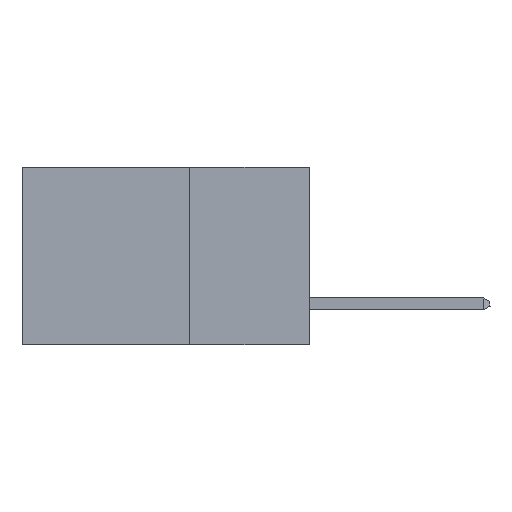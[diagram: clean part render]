
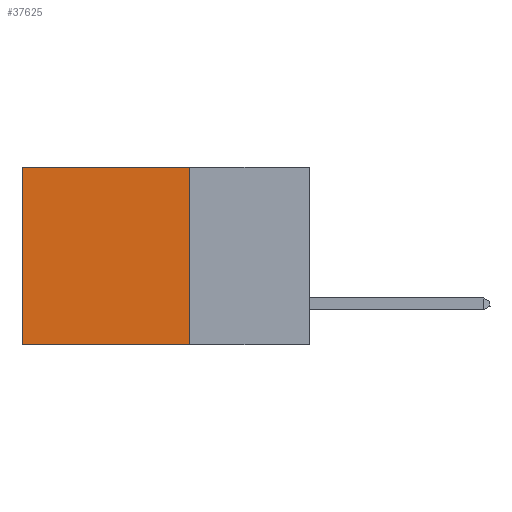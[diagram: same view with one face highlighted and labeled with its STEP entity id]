
A CAD part, left-side view. The second image highlights one B-rep face of the part: STEP entity #37625.
In plain terms, the highlighted planar face has unit normal (-1, 0, 0).
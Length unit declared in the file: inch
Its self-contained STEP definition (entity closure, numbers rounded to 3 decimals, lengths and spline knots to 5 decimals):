
#1129 = VECTOR ( 'NONE', #20752, 39.37008 ) ;
#1397 = ORIENTED_EDGE ( 'NONE', *, *, #15477, .F. ) ;
#3448 = FACE_OUTER_BOUND ( 'NONE', #24437, .T. ) ;
#3665 = ORIENTED_EDGE ( 'NONE', *, *, #42996, .F. ) ;
#4778 = VERTEX_POINT ( 'NONE', #28306 ) ;
#7917 = VERTEX_POINT ( 'NONE', #35703 ) ;
#8391 = CARTESIAN_POINT ( 'NONE',  ( 0.2875, 0.6, 0. ) ) ;
#8712 = CARTESIAN_POINT ( 'NONE',  ( 0.2875, 0.25, 0. ) ) ;
#9424 = AXIS2_PLACEMENT_3D ( 'NONE', #24130, #13390, #43227 ) ;
#11265 = DIRECTION ( 'NONE',  ( 0., 0., -1. ) ) ;
#11430 = VECTOR ( 'NONE', #42460, 39.37008 ) ;
#13390 = DIRECTION ( 'NONE',  ( 1., 0., 0. ) ) ;
#13713 = LINE ( 'NONE', #41092, #17199 ) ;
#14597 = VECTOR ( 'NONE', #17828, 39.37008 ) ;
#15477 = EDGE_CURVE ( 'NONE', #4778, #42108, #13713, .T. ) ;
#17199 = VECTOR ( 'NONE', #11265, 39.37008 ) ;
#17828 = DIRECTION ( 'NONE',  ( 0., 0., -1. ) ) ;
#20194 = ORIENTED_EDGE ( 'NONE', *, *, #33517, .T. ) ;
#20752 = DIRECTION ( 'NONE',  ( 0., 1., 0. ) ) ;
#21036 = PLANE ( 'NONE',  #9424 ) ;
#23380 = VERTEX_POINT ( 'NONE', #8391 ) ;
#23921 = LINE ( 'NONE', #43959, #14597 ) ;
#24130 = CARTESIAN_POINT ( 'NONE',  ( 0.2875, 0.25, 0. ) ) ;
#24437 = EDGE_LOOP ( 'NONE', ( #20194, #3665, #1397, #32895 ) ) ;
#27343 = LINE ( 'NONE', #36108, #1129 ) ;
#28306 = CARTESIAN_POINT ( 'NONE',  ( 0.2875, 0.25, 0. ) ) ;
#32895 = ORIENTED_EDGE ( 'NONE', *, *, #44876, .T. ) ;
#33517 = EDGE_CURVE ( 'NONE', #23380, #7917, #23921, .T. ) ;
#35703 = CARTESIAN_POINT ( 'NONE',  ( 0.2875, 0.6, -0.37 ) ) ;
#36108 = CARTESIAN_POINT ( 'NONE',  ( 0.2875, 0.25, -0.37 ) ) ;
#37625 = ADVANCED_FACE ( 'NONE', ( #3448 ), #21036, .F. ) ;
#41092 = CARTESIAN_POINT ( 'NONE',  ( 0.2875, 0.25, 0. ) ) ;
#42108 = VERTEX_POINT ( 'NONE', #45382 ) ;
#42460 = DIRECTION ( 'NONE',  ( 0., 1., 0. ) ) ;
#42996 = EDGE_CURVE ( 'NONE', #42108, #7917, #27343, .T. ) ;
#43227 = DIRECTION ( 'NONE',  ( 0., 0., -1. ) ) ;
#43959 = CARTESIAN_POINT ( 'NONE',  ( 0.2875, 0.6, 0. ) ) ;
#44876 = EDGE_CURVE ( 'NONE', #4778, #23380, #46391, .T. ) ;
#45382 = CARTESIAN_POINT ( 'NONE',  ( 0.2875, 0.25, -0.37 ) ) ;
#46391 = LINE ( 'NONE', #8712, #11430 ) ;
